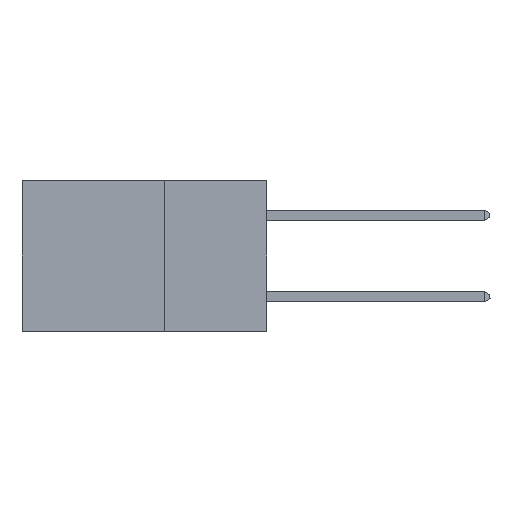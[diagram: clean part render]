
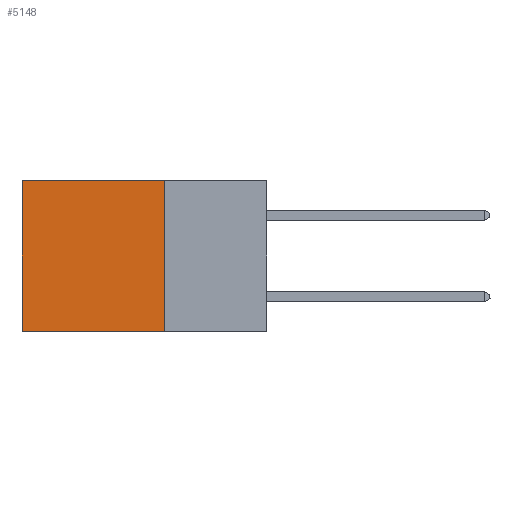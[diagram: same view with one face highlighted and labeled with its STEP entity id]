
A CAD part, left-side view. The second image highlights one B-rep face of the part: STEP entity #5148.
In plain terms, the highlighted planar face has unit normal (-1, 0, 0).
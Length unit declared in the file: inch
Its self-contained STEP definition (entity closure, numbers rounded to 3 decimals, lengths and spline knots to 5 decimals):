
#1523 = CARTESIAN_POINT ( 'NONE',  ( 0.2875, 0.6, -0.37 ) ) ;
#2024 = FACE_OUTER_BOUND ( 'NONE', #11635, .T. ) ;
#3969 = VECTOR ( 'NONE', #12908, 39.37008 ) ;
#4076 = EDGE_CURVE ( 'NONE', #21486, #37921, #25801, .T. ) ;
#5148 = ADVANCED_FACE ( 'NONE', ( #2024 ), #27504, .F. ) ;
#5893 = EDGE_CURVE ( 'NONE', #37921, #7349, #26670, .T. ) ;
#6103 = DIRECTION ( 'NONE',  ( 1., 0., 0. ) ) ;
#7349 = VERTEX_POINT ( 'NONE', #1523 ) ;
#7773 = DIRECTION ( 'NONE',  ( 0., 0., -1. ) ) ;
#8735 = LINE ( 'NONE', #26220, #22797 ) ;
#8910 = ORIENTED_EDGE ( 'NONE', *, *, #4076, .F. ) ;
#9622 = CARTESIAN_POINT ( 'NONE',  ( 0.2875, 0.25, 0. ) ) ;
#11635 = EDGE_LOOP ( 'NONE', ( #13125, #36618, #8910, #32536 ) ) ;
#12908 = DIRECTION ( 'NONE',  ( 0., 0., -1. ) ) ;
#13125 = ORIENTED_EDGE ( 'NONE', *, *, #33164, .T. ) ;
#14769 = CARTESIAN_POINT ( 'NONE',  ( 0.2875, 0.25, -0.37 ) ) ;
#17625 = CARTESIAN_POINT ( 'NONE',  ( 0.2875, 0.25, 0. ) ) ;
#18850 = LINE ( 'NONE', #36919, #33944 ) ;
#19797 = DIRECTION ( 'NONE',  ( 0., 1., 0. ) ) ;
#20866 = AXIS2_PLACEMENT_3D ( 'NONE', #9622, #6103, #21786 ) ;
#21486 = VERTEX_POINT ( 'NONE', #17625 ) ;
#21786 = DIRECTION ( 'NONE',  ( 0., 0., -1. ) ) ;
#22797 = VECTOR ( 'NONE', #7773, 39.37008 ) ;
#24236 = VECTOR ( 'NONE', #19797, 39.37008 ) ;
#25801 = LINE ( 'NONE', #37839, #3969 ) ;
#26220 = CARTESIAN_POINT ( 'NONE',  ( 0.2875, 0.6, 0. ) ) ;
#26670 = LINE ( 'NONE', #35280, #24236 ) ;
#27504 = PLANE ( 'NONE',  #20866 ) ;
#27922 = CARTESIAN_POINT ( 'NONE',  ( 0.2875, 0.6, 0. ) ) ;
#28778 = EDGE_CURVE ( 'NONE', #21486, #37483, #18850, .T. ) ;
#30425 = DIRECTION ( 'NONE',  ( 0., 1., 0. ) ) ;
#32536 = ORIENTED_EDGE ( 'NONE', *, *, #28778, .T. ) ;
#33164 = EDGE_CURVE ( 'NONE', #37483, #7349, #8735, .T. ) ;
#33944 = VECTOR ( 'NONE', #30425, 39.37008 ) ;
#35280 = CARTESIAN_POINT ( 'NONE',  ( 0.2875, 0.25, -0.37 ) ) ;
#36618 = ORIENTED_EDGE ( 'NONE', *, *, #5893, .F. ) ;
#36919 = CARTESIAN_POINT ( 'NONE',  ( 0.2875, 0.25, 0. ) ) ;
#37483 = VERTEX_POINT ( 'NONE', #27922 ) ;
#37839 = CARTESIAN_POINT ( 'NONE',  ( 0.2875, 0.25, 0. ) ) ;
#37921 = VERTEX_POINT ( 'NONE', #14769 ) ;
